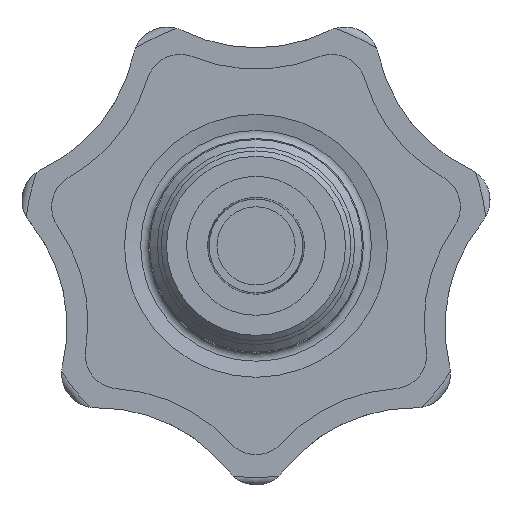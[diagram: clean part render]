
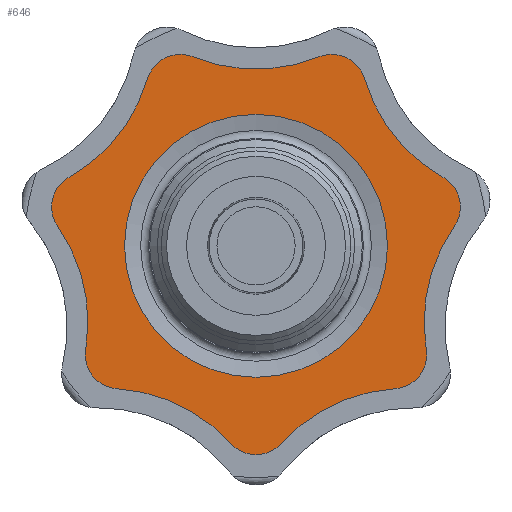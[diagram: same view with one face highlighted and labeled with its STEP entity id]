
A CAD part, front view. The second image highlights one B-rep face of the part: STEP entity #646.
In plain terms, the highlighted planar face has unit normal (0, -1, 0).
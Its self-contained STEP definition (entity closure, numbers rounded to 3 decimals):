
#646 = ADVANCED_FACE( '', ( #1377, #1378 ), #1379, .F. );
#1377 = FACE_OUTER_BOUND( '', #2201, .T. );
#1378 = FACE_BOUND( '', #2202, .T. );
#1379 = PLANE( '', #2203 );
#2201 = EDGE_LOOP( '', ( #3949, #3950, #3951, #3952, #3953, #3954, #3955, #3956, #3957, #3958, #3959, #3960, #3961, #3962 ) );
#2202 = EDGE_LOOP( '', ( #3963 ) );
#2203 = AXIS2_PLACEMENT_3D( '', #3964, #3965, #3966 );
#3949 = ORIENTED_EDGE( '', *, *, #5594, .T. );
#3950 = ORIENTED_EDGE( '', *, *, #5676, .F. );
#3951 = ORIENTED_EDGE( '', *, *, #5520, .T. );
#3952 = ORIENTED_EDGE( '', *, *, #5677, .F. );
#3953 = ORIENTED_EDGE( '', *, *, #5667, .T. );
#3954 = ORIENTED_EDGE( '', *, *, #5659, .F. );
#3955 = ORIENTED_EDGE( '', *, *, #5678, .T. );
#3956 = ORIENTED_EDGE( '', *, *, #5679, .F. );
#3957 = ORIENTED_EDGE( '', *, *, #5505, .T. );
#3958 = ORIENTED_EDGE( '', *, *, #5515, .F. );
#3959 = ORIENTED_EDGE( '', *, *, #5479, .T. );
#3960 = ORIENTED_EDGE( '', *, *, #5671, .F. );
#3961 = ORIENTED_EDGE( '', *, *, #5680, .T. );
#3962 = ORIENTED_EDGE( '', *, *, #5681, .F. );
#3963 = ORIENTED_EDGE( '', *, *, #5024, .F. );
#3964 = CARTESIAN_POINT( '', ( -31.059, 34., -12.207 ) );
#3965 = DIRECTION( '', ( 0., 1., 0. ) );
#3966 = DIRECTION( '', ( 0., 0., 1. ) );
#5024 = EDGE_CURVE( '', #6032, #6032, #6033, .F. );
#5479 = EDGE_CURVE( '', #6799, #6797, #6800, .T. );
#5505 = EDGE_CURVE( '', #6838, #6836, #6839, .T. );
#5515 = EDGE_CURVE( '', #6799, #6836, #6852, .T. );
#5520 = EDGE_CURVE( '', #6858, #6856, #6859, .T. );
#5594 = EDGE_CURVE( '', #6955, #6953, #6956, .T. );
#5659 = EDGE_CURVE( '', #7042, #7040, #7044, .T. );
#5667 = EDGE_CURVE( '', #7054, #7040, #7055, .T. );
#5671 = EDGE_CURVE( '', #7058, #6797, #7060, .T. );
#5676 = EDGE_CURVE( '', #6858, #6953, #7066, .T. );
#5677 = EDGE_CURVE( '', #7054, #6856, #7067, .T. );
#5678 = EDGE_CURVE( '', #7042, #7068, #7069, .T. );
#5679 = EDGE_CURVE( '', #6838, #7068, #7070, .T. );
#5680 = EDGE_CURVE( '', #7058, #7071, #7072, .T. );
#5681 = EDGE_CURVE( '', #6955, #7071, #7073, .T. );
#6032 = VERTEX_POINT( '', #7552 );
#6033 = CIRCLE( '', #7553, 17.321 );
#6797 = VERTEX_POINT( '', #9026 );
#6799 = VERTEX_POINT( '', #9029 );
#6800 = CIRCLE( '', #9030, 22. );
#6836 = VERTEX_POINT( '', #9081 );
#6838 = VERTEX_POINT( '', #9084 );
#6839 = CIRCLE( '', #9085, 22. );
#6852 = CIRCLE( '', #9104, 4.5 );
#6856 = VERTEX_POINT( '', #9109 );
#6858 = VERTEX_POINT( '', #9112 );
#6859 = CIRCLE( '', #9113, 22. );
#6953 = VERTEX_POINT( '', #9285 );
#6955 = VERTEX_POINT( '', #9288 );
#6956 = CIRCLE( '', #9289, 22. );
#7040 = VERTEX_POINT( '', #9426 );
#7042 = VERTEX_POINT( '', #9429 );
#7044 = CIRCLE( '', #9432, 4.5 );
#7054 = VERTEX_POINT( '', #9444 );
#7055 = CIRCLE( '', #9445, 22. );
#7058 = VERTEX_POINT( '', #9449 );
#7060 = CIRCLE( '', #9452, 4.5 );
#7066 = CIRCLE( '', #9460, 4.5 );
#7067 = CIRCLE( '', #9461, 4.5 );
#7068 = VERTEX_POINT( '', #9462 );
#7069 = CIRCLE( '', #9463, 22. );
#7070 = CIRCLE( '', #9464, 4.5 );
#7071 = VERTEX_POINT( '', #9465 );
#7072 = CIRCLE( '', #9466, 22. );
#7073 = CIRCLE( '', #9467, 4.5 );
#7552 = CARTESIAN_POINT( '', ( 0., 34., 17.321 ) );
#7553 = AXIS2_PLACEMENT_3D( '', #9918, #9919, #9920 );
#9026 = CARTESIAN_POINT( '', ( -8.285, 34., 24.891 ) );
#9029 = CARTESIAN_POINT( '', ( 8.285, 34., 24.891 ) );
#9030 = AXIS2_PLACEMENT_3D( '', #10388, #10389, #10390 );
#9081 = CARTESIAN_POINT( '', ( 14.295, 34., 21.997 ) );
#9084 = CARTESIAN_POINT( '', ( 24.626, 34., 9.042 ) );
#9085 = AXIS2_PLACEMENT_3D( '', #10413, #10414, #10415 );
#9104 = AXIS2_PLACEMENT_3D( '', #10422, #10423, #10424 );
#9109 = CARTESIAN_POINT( '', ( -3.336, 34., -26.021 ) );
#9112 = CARTESIAN_POINT( '', ( -18.264, 34., -18.831 ) );
#9113 = AXIS2_PLACEMENT_3D( '', #10427, #10428, #10429 );
#9285 = CARTESIAN_POINT( '', ( -22.423, 34., -13.616 ) );
#9288 = CARTESIAN_POINT( '', ( -26.11, 34., 2.538 ) );
#9289 = AXIS2_PLACEMENT_3D( '', #10481, #10482, #10483 );
#9426 = CARTESIAN_POINT( '', ( 18.264, 34., -18.831 ) );
#9429 = CARTESIAN_POINT( '', ( 22.423, 34., -13.616 ) );
#9432 = AXIS2_PLACEMENT_3D( '', #10531, #10532, #10533 );
#9444 = CARTESIAN_POINT( '', ( 3.336, 34., -26.021 ) );
#9445 = AXIS2_PLACEMENT_3D( '', #10539, #10540, #10541 );
#9449 = CARTESIAN_POINT( '', ( -14.295, 34., 21.997 ) );
#9452 = AXIS2_PLACEMENT_3D( '', #10544, #10545, #10546 );
#9460 = AXIS2_PLACEMENT_3D( '', #10549, #10550, #10551 );
#9461 = AXIS2_PLACEMENT_3D( '', #10552, #10553, #10554 );
#9462 = CARTESIAN_POINT( '', ( 26.11, 34., 2.538 ) );
#9463 = AXIS2_PLACEMENT_3D( '', #10555, #10556, #10557 );
#9464 = AXIS2_PLACEMENT_3D( '', #10558, #10559, #10560 );
#9465 = CARTESIAN_POINT( '', ( -24.626, 34., 9.042 ) );
#9466 = AXIS2_PLACEMENT_3D( '', #10561, #10562, #10563 );
#9467 = AXIS2_PLACEMENT_3D( '', #10564, #10565, #10566 );
#9918 = CARTESIAN_POINT( '', ( 0., 34., 0. ) );
#9919 = DIRECTION( '', ( 0., 1., 0. ) );
#9920 = DIRECTION( '', ( 0., 0., 1. ) );
#10388 = CARTESIAN_POINT( '', ( 0., 34., 45.271 ) );
#10389 = DIRECTION( '', ( 0., 1., 0. ) );
#10390 = DIRECTION( '', ( 1., 0., 0. ) );
#10413 = CARTESIAN_POINT( '', ( 35.395, 34., 28.226 ) );
#10414 = DIRECTION( '', ( 0., 1., 0. ) );
#10415 = DIRECTION( '', ( 1., 0., 0. ) );
#10422 = CARTESIAN_POINT( '', ( 9.979, 34., 20.722 ) );
#10423 = DIRECTION( '', ( 0., 1., 0. ) );
#10424 = DIRECTION( '', ( 1., 0., 0. ) );
#10427 = CARTESIAN_POINT( '', ( -19.643, 34., -40.788 ) );
#10428 = DIRECTION( '', ( 0., 1., 0. ) );
#10429 = DIRECTION( '', ( 1., 0., 0. ) );
#10481 = CARTESIAN_POINT( '', ( -44.136, 34., -10.074 ) );
#10482 = DIRECTION( '', ( 0., 1., 0. ) );
#10483 = DIRECTION( '', ( 1., 0., 0. ) );
#10531 = CARTESIAN_POINT( '', ( 17.982, 34., -14.34 ) );
#10532 = DIRECTION( '', ( 0., 1., 0. ) );
#10533 = DIRECTION( '', ( 1., 0., 0. ) );
#10539 = CARTESIAN_POINT( '', ( 19.643, 34., -40.788 ) );
#10540 = DIRECTION( '', ( 0., 1., 0. ) );
#10541 = DIRECTION( '', ( 1., 0., 0. ) );
#10544 = CARTESIAN_POINT( '', ( -9.979, 34., 20.722 ) );
#10545 = DIRECTION( '', ( 0., 1., 0. ) );
#10546 = DIRECTION( '', ( 1., 0., 0. ) );
#10549 = CARTESIAN_POINT( '', ( -17.982, 34., -14.34 ) );
#10550 = DIRECTION( '', ( 0., 1., 0. ) );
#10551 = DIRECTION( '', ( 1., 0., 0. ) );
#10552 = CARTESIAN_POINT( '', ( 0., 34., -23. ) );
#10553 = DIRECTION( '', ( 0., 1., 0. ) );
#10554 = DIRECTION( '', ( 1., 0., 0. ) );
#10555 = CARTESIAN_POINT( '', ( 44.136, 34., -10.074 ) );
#10556 = DIRECTION( '', ( 0., 1., 0. ) );
#10557 = DIRECTION( '', ( 1., 0., 0. ) );
#10558 = CARTESIAN_POINT( '', ( 22.423, 34., 5.118 ) );
#10559 = DIRECTION( '', ( 0., 1., 0. ) );
#10560 = DIRECTION( '', ( 1., 0., 0. ) );
#10561 = CARTESIAN_POINT( '', ( -35.395, 34., 28.226 ) );
#10562 = DIRECTION( '', ( 0., 1., 0. ) );
#10563 = DIRECTION( '', ( 1., 0., 0. ) );
#10564 = CARTESIAN_POINT( '', ( -22.423, 34., 5.118 ) );
#10565 = DIRECTION( '', ( 0., 1., 0. ) );
#10566 = DIRECTION( '', ( 1., 0., 0. ) );
